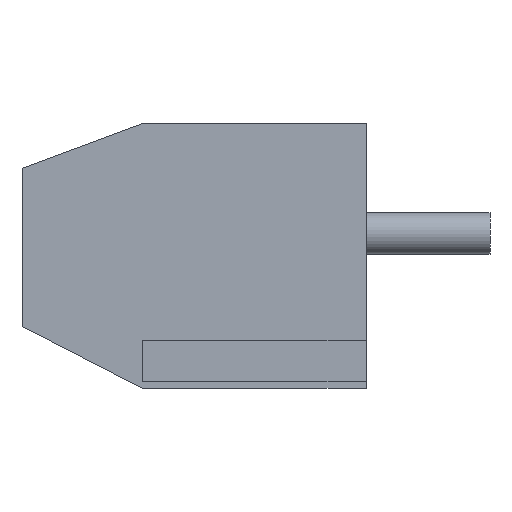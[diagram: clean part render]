
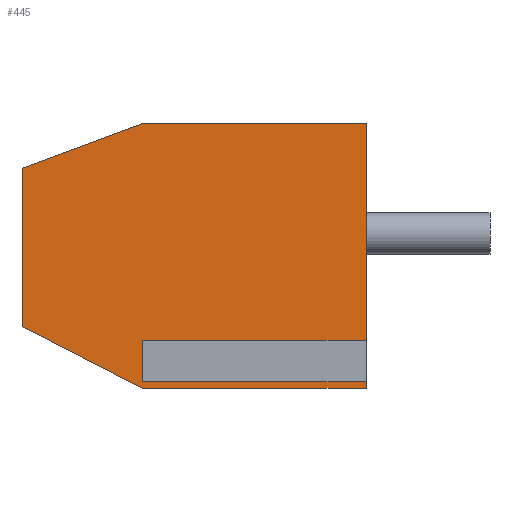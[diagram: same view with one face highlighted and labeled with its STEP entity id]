
A CAD part, left-side view. The second image highlights one B-rep face of the part: STEP entity #445.
In plain terms, the highlighted planar face has unit normal (-1, 0, 0).
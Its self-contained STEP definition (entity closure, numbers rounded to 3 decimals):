
#286 = EDGE_CURVE ( 'NONE', #3146, #3145, #4629, .T. ) ;
#445 = ADVANCED_FACE ( 'NONE', ( #5852 ), #5883, .F. ) ;
#2327 = ORIENTED_EDGE ( 'NONE', *, *, #7507, .T. ) ;
#2328 = ORIENTED_EDGE ( 'NONE', *, *, #7499, .F. ) ;
#2329 = ORIENTED_EDGE ( 'NONE', *, *, #7516, .F. ) ;
#2330 = ORIENTED_EDGE ( 'NONE', *, *, #7506, .F. ) ;
#2331 = ORIENTED_EDGE ( 'NONE', *, *, #7509, .F. ) ;
#2332 = ORIENTED_EDGE ( 'NONE', *, *, #286, .T. ) ;
#2333 = ORIENTED_EDGE ( 'NONE', *, *, #7498, .T. ) ;
#2334 = ORIENTED_EDGE ( 'NONE', *, *, #7511, .F. ) ;
#2335 = ORIENTED_EDGE ( 'NONE', *, *, #7503, .F. ) ;
#2336 = ORIENTED_EDGE ( 'NONE', *, *, #7513, .T. ) ;
#2846 = VERTEX_POINT ( 'NONE', #6961 ) ;
#2849 = VERTEX_POINT ( 'NONE', #6964 ) ;
#2990 = VERTEX_POINT ( 'NONE', #6967 ) ;
#2991 = VERTEX_POINT ( 'NONE', #6968 ) ;
#3092 = EDGE_LOOP ( 'NONE', ( #2327, #2329, #2328, #2330, #2331, #2332, #2333, #2334, #2335, #2336 ) ) ;
#3108 = VERTEX_POINT ( 'NONE', #6983 ) ;
#3109 = VERTEX_POINT ( 'NONE', #6984 ) ;
#3110 = VERTEX_POINT ( 'NONE', #6985 ) ;
#3111 = VERTEX_POINT ( 'NONE', #6986 ) ;
#3145 = VERTEX_POINT ( 'NONE', #7191 ) ;
#3146 = VERTEX_POINT ( 'NONE', #7192 ) ;
#4629 = LINE ( 'NONE', #4630, #7589 ) ;
#4630 = CARTESIAN_POINT ( 'NONE',  ( -7.5, 6.5, -4.5 ) ) ;
#4631 = DIRECTION ( 'NONE',  ( 0., -1., 0. ) ) ;
#5852 = FACE_OUTER_BOUND ( 'NONE', #3092, .T. ) ;
#5855 = AXIS2_PLACEMENT_3D ( 'NONE', #5884, #5885, #5886 ) ;
#5883 = PLANE ( 'NONE',  #5855 ) ;
#5884 = CARTESIAN_POINT ( 'NONE',  ( -7.5, 6.5, -3.4 ) ) ;
#5885 = DIRECTION ( 'NONE',  ( 1., 0., 0. ) ) ;
#5886 = DIRECTION ( 'NONE',  ( 0., 0., -1. ) ) ;
#6961 = CARTESIAN_POINT ( 'NONE',  ( -7.5, 0., -4. ) ) ;
#6964 = CARTESIAN_POINT ( 'NONE',  ( -7.5, 6.5, -4. ) ) ;
#6967 = CARTESIAN_POINT ( 'NONE',  ( -7.5, 0., -3.4 ) ) ;
#6968 = CARTESIAN_POINT ( 'NONE',  ( -7.5, 6.5, -3.4 ) ) ;
#6983 = CARTESIAN_POINT ( 'NONE',  ( -7.5, 0., 3.2 ) ) ;
#6984 = CARTESIAN_POINT ( 'NONE',  ( -7.5, 6.5, 3.2 ) ) ;
#6985 = CARTESIAN_POINT ( 'NONE',  ( -7.5, 10., 1.9 ) ) ;
#6986 = CARTESIAN_POINT ( 'NONE',  ( -7.5, 10., -2.7 ) ) ;
#7112 = VECTOR ( 'NONE', #7232, 1000. ) ;
#7113 = VECTOR ( 'NONE', #7236, 1000. ) ;
#7117 = VECTOR ( 'NONE', #7248, 1000. ) ;
#7120 = VECTOR ( 'NONE', #7257, 1000. ) ;
#7121 = VECTOR ( 'NONE', #7260, 1000. ) ;
#7123 = VECTOR ( 'NONE', #7266, 1000. ) ;
#7125 = VECTOR ( 'NONE', #7272, 1000. ) ;
#7127 = VECTOR ( 'NONE', #7279, 1000. ) ;
#7130 = VECTOR ( 'NONE', #7288, 1000. ) ;
#7191 = CARTESIAN_POINT ( 'NONE',  ( -7.5, 0., -4.5 ) ) ;
#7192 = CARTESIAN_POINT ( 'NONE',  ( -7.5, 6.5, -4.5 ) ) ;
#7230 = LINE ( 'NONE', #7231, #7112 ) ;
#7231 = CARTESIAN_POINT ( 'NONE',  ( -7.5, 0., -4.5 ) ) ;
#7232 = DIRECTION ( 'NONE',  ( 0., 0., 1. ) ) ;
#7234 = LINE ( 'NONE', #7235, #7113 ) ;
#7235 = CARTESIAN_POINT ( 'NONE',  ( -7.5, 10., 1.9 ) ) ;
#7236 = DIRECTION ( 'NONE',  ( 0., -0.937, 0.348 ) ) ;
#7246 = LINE ( 'NONE', #7247, #7117 ) ;
#7247 = CARTESIAN_POINT ( 'NONE',  ( -7.5, 6.5, 3.2 ) ) ;
#7248 = DIRECTION ( 'NONE',  ( 0., 0., -1. ) ) ;
#7255 = LINE ( 'NONE', #7256, #7120 ) ;
#7256 = CARTESIAN_POINT ( 'NONE',  ( -7.5, 10., 1.9 ) ) ;
#7257 = DIRECTION ( 'NONE',  ( 0., 0., 1. ) ) ;
#7258 = LINE ( 'NONE', #7259, #7121 ) ;
#7259 = CARTESIAN_POINT ( 'NONE',  ( -7.5, 0., -3.4 ) ) ;
#7260 = DIRECTION ( 'NONE',  ( 0., 0., 1. ) ) ;
#7264 = LINE ( 'NONE', #7265, #7123 ) ;
#7265 = CARTESIAN_POINT ( 'NONE',  ( -7.5, 10., -2.7 ) ) ;
#7266 = DIRECTION ( 'NONE',  ( 0., 0.889, 0.457 ) ) ;
#7270 = LINE ( 'NONE', #7271, #7125 ) ;
#7271 = CARTESIAN_POINT ( 'NONE',  ( -7.5, 6.5, -4. ) ) ;
#7272 = DIRECTION ( 'NONE',  ( 0., -1., 0. ) ) ;
#7277 = LINE ( 'NONE', #7278, #7127 ) ;
#7278 = CARTESIAN_POINT ( 'NONE',  ( -7.5, 6.5, -3.4 ) ) ;
#7279 = DIRECTION ( 'NONE',  ( 0., -1., 0. ) ) ;
#7286 = LINE ( 'NONE', #7287, #7130 ) ;
#7287 = CARTESIAN_POINT ( 'NONE',  ( -7.5, 6.5, 3.2 ) ) ;
#7288 = DIRECTION ( 'NONE',  ( 0., -1., 0. ) ) ;
#7498 = EDGE_CURVE ( 'NONE', #3145, #2846, #7230, .T. ) ;
#7499 = EDGE_CURVE ( 'NONE', #3110, #3109, #7234, .T. ) ;
#7503 = EDGE_CURVE ( 'NONE', #2991, #2849, #7246, .T. ) ;
#7506 = EDGE_CURVE ( 'NONE', #3111, #3110, #7255, .T. ) ;
#7507 = EDGE_CURVE ( 'NONE', #2990, #3108, #7258, .T. ) ;
#7509 = EDGE_CURVE ( 'NONE', #3146, #3111, #7264, .T. ) ;
#7511 = EDGE_CURVE ( 'NONE', #2849, #2846, #7270, .T. ) ;
#7513 = EDGE_CURVE ( 'NONE', #2991, #2990, #7277, .T. ) ;
#7516 = EDGE_CURVE ( 'NONE', #3109, #3108, #7286, .T. ) ;
#7589 = VECTOR ( 'NONE', #4631, 1000. ) ;
